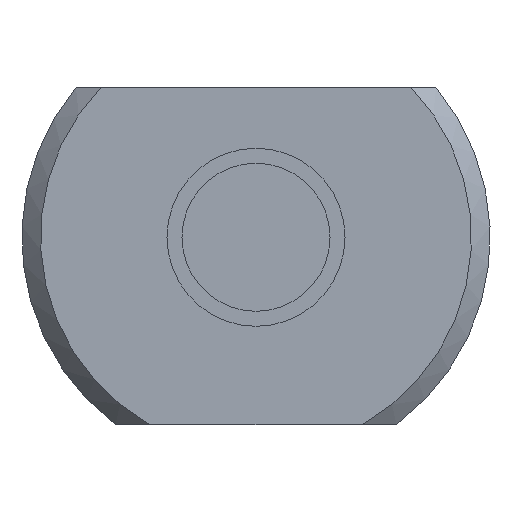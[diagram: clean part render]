
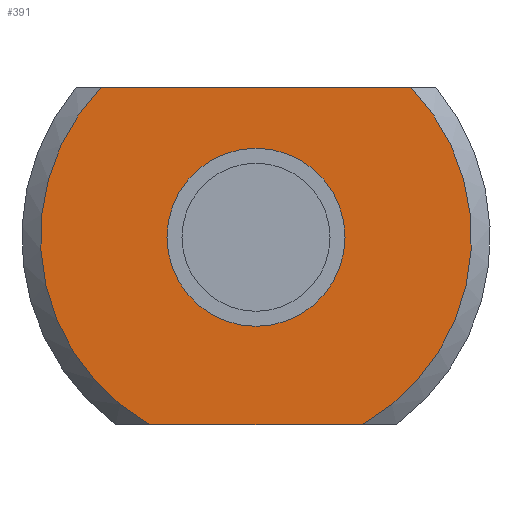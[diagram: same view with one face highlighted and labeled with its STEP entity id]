
A CAD part, front view. The second image highlights one B-rep face of the part: STEP entity #391.
In plain terms, the highlighted face is planar.
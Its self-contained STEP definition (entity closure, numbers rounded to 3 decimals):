
#19=FACE_BOUND('',#88,.T.);
#35=PLANE('',#451);
#61=FACE_OUTER_BOUND('',#87,.T.);
#87=EDGE_LOOP('',(#311,#312,#313,#314));
#88=EDGE_LOOP('',(#315));
#122=LINE('',#682,#141);
#123=LINE('',#686,#142);
#141=VECTOR('',#552,1000.);
#142=VECTOR('',#555,1000.);
#166=CIRCLE('',#449,4.75);
#167=CIRCLE('',#452,11.5);
#168=CIRCLE('',#453,11.5);
#193=VERTEX_POINT('',#662);
#198=VERTEX_POINT('',#680);
#199=VERTEX_POINT('',#681);
#200=VERTEX_POINT('',#683);
#201=VERTEX_POINT('',#685);
#237=EDGE_CURVE('',#193,#193,#166,.T.);
#243=EDGE_CURVE('',#198,#199,#122,.T.);
#244=EDGE_CURVE('',#198,#200,#167,.T.);
#245=EDGE_CURVE('',#201,#200,#123,.T.);
#246=EDGE_CURVE('',#201,#199,#168,.T.);
#311=ORIENTED_EDGE('',*,*,#243,.F.);
#312=ORIENTED_EDGE('',*,*,#244,.T.);
#313=ORIENTED_EDGE('',*,*,#245,.F.);
#314=ORIENTED_EDGE('',*,*,#246,.T.);
#315=ORIENTED_EDGE('',*,*,#237,.F.);
#391=ADVANCED_FACE('',(#61,#19),#35,.F.);
#449=AXIS2_PLACEMENT_3D('',#664,#543,#544);
#451=AXIS2_PLACEMENT_3D('',#679,#550,#551);
#452=AXIS2_PLACEMENT_3D('',#684,#553,#554);
#453=AXIS2_PLACEMENT_3D('',#687,#556,#557);
#543=DIRECTION('center_axis',(-1.,0.,0.));
#544=DIRECTION('ref_axis',(0.,0.,1.));
#550=DIRECTION('center_axis',(1.,0.,0.));
#551=DIRECTION('ref_axis',(0.,0.,-1.));
#552=DIRECTION('',(0.,-1.,0.));
#553=DIRECTION('center_axis',(-1.,0.,0.));
#554=DIRECTION('ref_axis',(0.,0.,-1.));
#555=DIRECTION('',(0.,1.,0.));
#556=DIRECTION('center_axis',(-1.,0.,0.));
#557=DIRECTION('ref_axis',(0.,0.,-1.));
#662=CARTESIAN_POINT('',(-8.,0.,-4.75));
#664=CARTESIAN_POINT('Origin',(-8.,0.,0.));
#679=CARTESIAN_POINT('Origin',(-8.,4.75,0.));
#680=CARTESIAN_POINT('',(-8.,8.261,8.));
#681=CARTESIAN_POINT('',(-8.,-8.261,8.));
#682=CARTESIAN_POINT('',(-8.,4.75,8.));
#683=CARTESIAN_POINT('',(-8.,5.679,-10.));
#684=CARTESIAN_POINT('Origin',(-8.,0.,0.));
#685=CARTESIAN_POINT('',(-8.,-5.679,-10.));
#686=CARTESIAN_POINT('',(-8.,4.75,-10.));
#687=CARTESIAN_POINT('Origin',(-8.,0.,0.));
